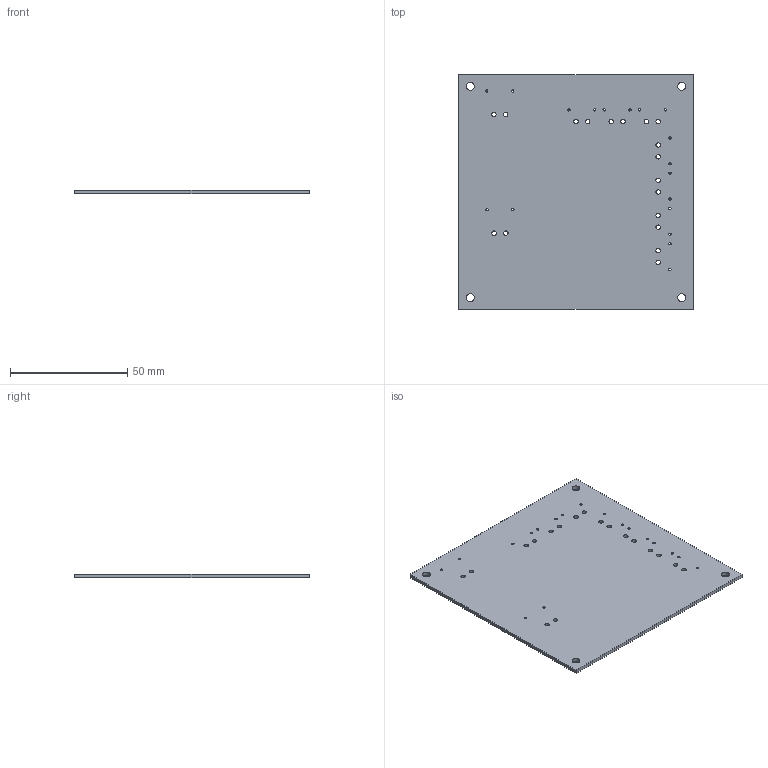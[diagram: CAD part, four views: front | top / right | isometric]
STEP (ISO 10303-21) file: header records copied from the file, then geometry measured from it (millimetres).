
FILE_DESCRIPTION(('KiCad electronic assembly'),'2;1');
FILE_NAME('PowerDivider.step','2025-02-02T14:38:50',('Pcbnew'),('Kicad') ,'Open CASCADE STEP processor 7.6','KiCad to STEP converter','Unknown' );
FILE_SCHEMA(('AUTOMOTIVE_DESIGN { 1 0 10303 214 1 1 1 1 }'));
Length unit declared in the file: millimetre
Products named in the file (2): PowerDivider 1; PowerDivider_PCB
Assembly tree (1 placements, depth 2):
  PowerDivider 1
    PowerDivider_PCB
Bounding box: 100 x 100 x 1.6 mm (x, y, z)
Volume: 15839.7 mm3; surface area: 20769.1 mm2
Topology: 1 solids, 1 shells, 46 faces, 132 edges, 88 vertices
Faces by surface type: cylinder 40, plane 6
Full cylindrical faces by diameter (mm): 1 x18, 1.9 x18, 3.34 x4
Entity records: 1753 total; most frequent: DIRECTION 308, CARTESIAN_POINT 268, ORIENTED_EDGE 264, EDGE_CURVE 132, AXIS2_PLACEMENT_3D 128, FACE_BOUND 126, EDGE_LOOP 126, VERTEX_POINT 88
